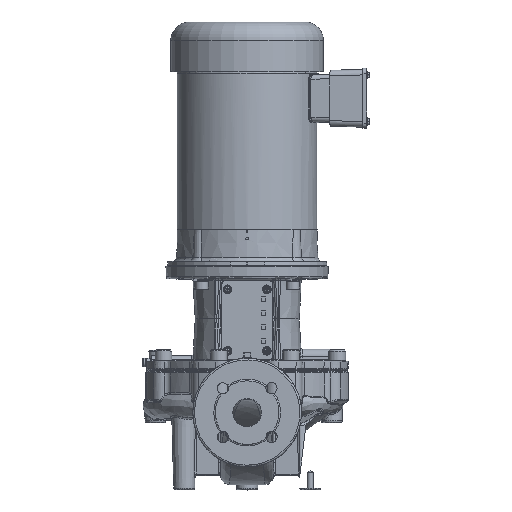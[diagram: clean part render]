
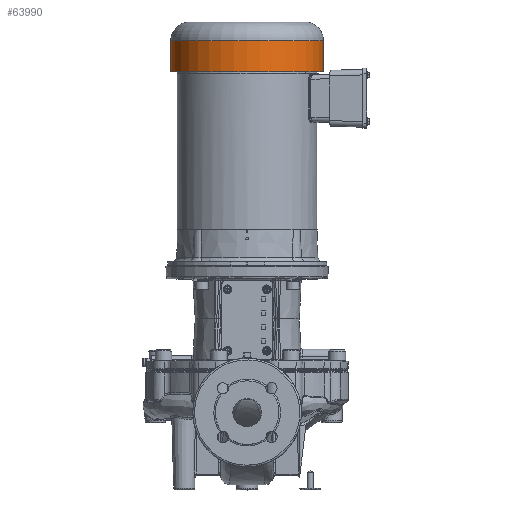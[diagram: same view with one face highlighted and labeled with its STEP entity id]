
A CAD part, top view. The second image highlights one B-rep face of the part: STEP entity #63990.
In plain terms, the highlighted cylindrical face has radius 109.164 mm (diameter 218.328 mm), a full revolution.
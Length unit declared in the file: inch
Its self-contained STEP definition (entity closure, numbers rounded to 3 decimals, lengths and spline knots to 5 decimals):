
#3513=CYLINDRICAL_SURFACE('',#69225,4.2978);
#5864=CIRCLE('',#69214,4.2978);
#5865=CIRCLE('',#69215,4.2978);
#5875=CIRCLE('',#69226,4.2978);
#5876=CIRCLE('',#69227,4.2978);
#9768=FACE_OUTER_BOUND('',#13345,.T.);
#13345=EDGE_LOOP('',(#52764,#52765,#52766,#52767,#52768,#52769));
#16879=LINE('',#196821,#20895);
#20895=VECTOR('',#81771,4.2978);
#28718=VERTEX_POINT('',#196794);
#28719=VERTEX_POINT('',#196795);
#28727=VERTEX_POINT('',#196818);
#28728=VERTEX_POINT('',#196819);
#37409=EDGE_CURVE('',#28718,#28719,#5864,.T.);
#37410=EDGE_CURVE('',#28719,#28718,#5865,.T.);
#37423=EDGE_CURVE('',#28727,#28728,#5875,.T.);
#37424=EDGE_CURVE('',#28728,#28719,#16879,.T.);
#37425=EDGE_CURVE('',#28728,#28727,#5876,.T.);
#52764=ORIENTED_EDGE('',*,*,#37423,.T.);
#52765=ORIENTED_EDGE('',*,*,#37424,.T.);
#52766=ORIENTED_EDGE('',*,*,#37410,.T.);
#52767=ORIENTED_EDGE('',*,*,#37409,.T.);
#52768=ORIENTED_EDGE('',*,*,#37424,.F.);
#52769=ORIENTED_EDGE('',*,*,#37425,.T.);
#63990=ADVANCED_FACE('',(#9768),#3513,.T.);
#69214=AXIS2_PLACEMENT_3D('',#196796,#81742,#81743);
#69215=AXIS2_PLACEMENT_3D('',#196797,#81744,#81745);
#69225=AXIS2_PLACEMENT_3D('',#196817,#81767,#81768);
#69226=AXIS2_PLACEMENT_3D('',#196820,#81769,#81770);
#69227=AXIS2_PLACEMENT_3D('',#196822,#81772,#81773);
#81742=DIRECTION('center_axis',(0.,1.,0.));
#81743=DIRECTION('ref_axis',(1.,0.,0.));
#81744=DIRECTION('center_axis',(0.,1.,0.));
#81745=DIRECTION('ref_axis',(1.,0.,0.));
#81767=DIRECTION('center_axis',(0.,1.,0.));
#81768=DIRECTION('ref_axis',(1.,0.,0.));
#81769=DIRECTION('center_axis',(0.,-1.,0.));
#81770=DIRECTION('ref_axis',(1.,0.,0.));
#81771=DIRECTION('',(0.,-1.,0.));
#81772=DIRECTION('center_axis',(0.,-1.,0.));
#81773=DIRECTION('ref_axis',(1.,0.,0.));
#196794=CARTESIAN_POINT('',(4.2978,16.82804,0.));
#196795=CARTESIAN_POINT('',(-4.2978,16.82804,0.));
#196796=CARTESIAN_POINT('Origin',(0.,16.82804,
0.));
#196797=CARTESIAN_POINT('Origin',(0.,16.82804,
0.));
#196817=CARTESIAN_POINT('Origin',(0.,16.82804,
0.));
#196818=CARTESIAN_POINT('',(4.2978,18.57804,0.));
#196819=CARTESIAN_POINT('',(-4.2978,18.57804,0.));
#196820=CARTESIAN_POINT('Origin',(0.,18.57804,
0.));
#196821=CARTESIAN_POINT('',(-4.2978,16.82804,0.));
#196822=CARTESIAN_POINT('Origin',(0.,18.57804,
0.));
